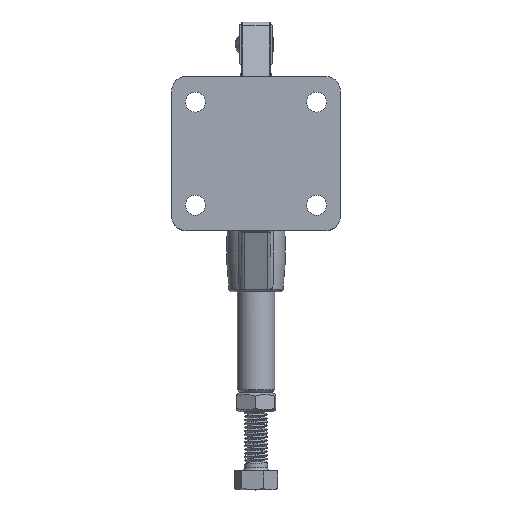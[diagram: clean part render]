
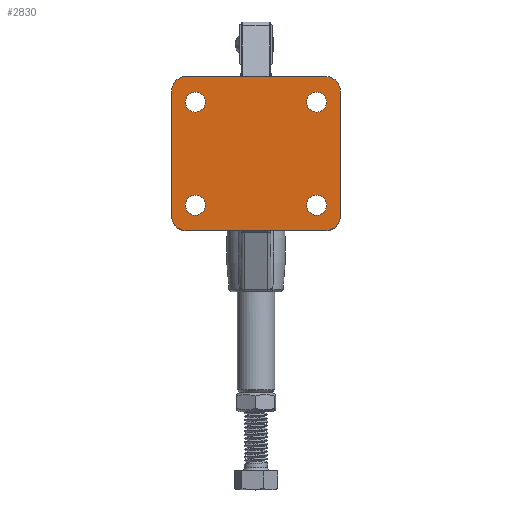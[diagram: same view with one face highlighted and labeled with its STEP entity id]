
A CAD part, top view. The second image highlights one B-rep face of the part: STEP entity #2830.
In plain terms, the highlighted planar face has unit normal (0, 0, 1).
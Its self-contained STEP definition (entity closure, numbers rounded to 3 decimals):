
#9 = DIRECTION ( 'NONE',  ( 0., 0., 1. ) ) ;
#151 = CARTESIAN_POINT ( 'NONE',  ( -23.95, 43.7, 0. ) ) ;
#565 = PLANE ( 'NONE',  #3798 ) ;
#892 = CIRCLE ( 'NONE', #5611, 3.4 ) ;
#1114 = CIRCLE ( 'NONE', #23111, 3.4 ) ;
#1488 = EDGE_CURVE ( 'NONE', #27415, #35785, #18479, .T. ) ;
#1499 = ORIENTED_EDGE ( 'NONE', *, *, #30829, .F. ) ;
#1891 = VERTEX_POINT ( 'NONE', #19517 ) ;
#2046 = EDGE_CURVE ( 'NONE', #12933, #31032, #34451, .T. ) ;
#2127 = VERTEX_POINT ( 'NONE', #8907 ) ;
#2133 = DIRECTION ( 'NONE',  ( 0., -1., 0. ) ) ;
#2450 = CIRCLE ( 'NONE', #11049, 3.4 ) ;
#2830 = ADVANCED_FACE ( 'NONE', ( #39223, #13585, #30073, #5289, #37317 ), #565, .F. ) ;
#2866 = AXIS2_PLACEMENT_3D ( 'NONE', #3828, #25534, #6960 ) ;
#2918 = CARTESIAN_POINT ( 'NONE',  ( -20.55, 43.7, 0. ) ) ;
#3102 = CARTESIAN_POINT ( 'NONE',  ( 23.95, 8.7, 0. ) ) ;
#3798 = AXIS2_PLACEMENT_3D ( 'NONE', #22257, #25373, #6785 ) ;
#3828 = CARTESIAN_POINT ( 'NONE',  ( 23.6, 5., 0. ) ) ;
#4408 = VERTEX_POINT ( 'NONE', #19682 ) ;
#4780 = ORIENTED_EDGE ( 'NONE', *, *, #34720, .T. ) ;
#4785 = EDGE_CURVE ( 'NONE', #25967, #1891, #20364, .T. ) ;
#4890 = EDGE_LOOP ( 'NONE', ( #17610, #33240 ) ) ;
#5273 = ORIENTED_EDGE ( 'NONE', *, *, #1488, .F. ) ;
#5289 = FACE_BOUND ( 'NONE', #38079, .T. ) ;
#5611 = AXIS2_PLACEMENT_3D ( 'NONE', #34789, #16257, #37896 ) ;
#5808 = ORIENTED_EDGE ( 'NONE', *, *, #18901, .F. ) ;
#6017 = DIRECTION ( 'NONE',  ( -1., 0., 0. ) ) ;
#6431 = ORIENTED_EDGE ( 'NONE', *, *, #34181, .F. ) ;
#6679 = AXIS2_PLACEMENT_3D ( 'NONE', #14326, #35992, #17419 ) ;
#6785 = DIRECTION ( 'NONE',  ( -1., 0., 0. ) ) ;
#6960 = DIRECTION ( 'NONE',  ( -1., 0., 0. ) ) ;
#7486 = CARTESIAN_POINT ( 'NONE',  ( 20.55, 8.7, 0. ) ) ;
#7684 = CARTESIAN_POINT ( 'NONE',  ( -17.15, 43.7, 0. ) ) ;
#7849 = VERTEX_POINT ( 'NONE', #38846 ) ;
#8907 = CARTESIAN_POINT ( 'NONE',  ( -23.6, 0., 0. ) ) ;
#8925 = DIRECTION ( 'NONE',  ( 0., 0., 1. ) ) ;
#9784 = VECTOR ( 'NONE', #11059, 1000. ) ;
#10008 = DIRECTION ( 'NONE',  ( 0., 0., 1. ) ) ;
#10552 = CARTESIAN_POINT ( 'NONE',  ( -28.6, 47.4, 0. ) ) ;
#10616 = DIRECTION ( 'NONE',  ( -1., 0., 0. ) ) ;
#10884 = EDGE_LOOP ( 'NONE', ( #5808, #6431 ) ) ;
#11049 = AXIS2_PLACEMENT_3D ( 'NONE', #18611, #9, #21727 ) ;
#11059 = DIRECTION ( 'NONE',  ( 1., 0., 0. ) ) ;
#11461 = DIRECTION ( 'NONE',  ( 0., 0., 1. ) ) ;
#11618 = CARTESIAN_POINT ( 'NONE',  ( -20.55, 43.7, 0. ) ) ;
#12735 = DIRECTION ( 'NONE',  ( 0., -1., 0. ) ) ;
#12867 = EDGE_CURVE ( 'NONE', #1891, #25967, #2450, .T. ) ;
#12933 = VERTEX_POINT ( 'NONE', #151 ) ;
#13430 = VERTEX_POINT ( 'NONE', #31316 ) ;
#13585 = FACE_BOUND ( 'NONE', #4890, .T. ) ;
#14326 = CARTESIAN_POINT ( 'NONE',  ( -23.6, 47.4, 0. ) ) ;
#14739 = LINE ( 'NONE', #32948, #22003 ) ;
#14743 = ORIENTED_EDGE ( 'NONE', *, *, #17712, .T. ) ;
#14764 = DIRECTION ( 'NONE',  ( -1., 0., 0. ) ) ;
#15031 = AXIS2_PLACEMENT_3D ( 'NONE', #18222, #39867, #21338 ) ;
#15227 = EDGE_LOOP ( 'NONE', ( #20569, #32055 ) ) ;
#15256 = CIRCLE ( 'NONE', #37950, 3.4 ) ;
#15808 = AXIS2_PLACEMENT_3D ( 'NONE', #2918, #24603, #6017 ) ;
#15894 = CARTESIAN_POINT ( 'NONE',  ( -20.55, 8.7, 0. ) ) ;
#15974 = CIRCLE ( 'NONE', #34261, 5. ) ;
#16257 = DIRECTION ( 'NONE',  ( 0., 0., 1. ) ) ;
#17155 = EDGE_LOOP ( 'NONE', ( #27828, #28677, #4780, #39034, #1499, #14743, #30616, #35539 ) ) ;
#17232 = EDGE_CURVE ( 'NONE', #31032, #12933, #36757, .T. ) ;
#17419 = DIRECTION ( 'NONE',  ( -1., 0., 0. ) ) ;
#17533 = EDGE_CURVE ( 'NONE', #7849, #19120, #37215, .T. ) ;
#17610 = ORIENTED_EDGE ( 'NONE', *, *, #12867, .F. ) ;
#17712 = EDGE_CURVE ( 'NONE', #4408, #34093, #25090, .T. ) ;
#18222 = CARTESIAN_POINT ( 'NONE',  ( 23.6, 47.4, 0. ) ) ;
#18479 = CIRCLE ( 'NONE', #25600, 3.4 ) ;
#18611 = CARTESIAN_POINT ( 'NONE',  ( 20.55, 43.7, 0. ) ) ;
#18901 = EDGE_CURVE ( 'NONE', #30762, #13430, #1114, .T. ) ;
#18993 = LINE ( 'NONE', #23410, #9784 ) ;
#19000 = DIRECTION ( 'NONE',  ( 1., 0., 0. ) ) ;
#19120 = VERTEX_POINT ( 'NONE', #10552 ) ;
#19517 = CARTESIAN_POINT ( 'NONE',  ( 23.95, 43.7, 0. ) ) ;
#19682 = CARTESIAN_POINT ( 'NONE',  ( 28.6, 47.4, 0. ) ) ;
#20364 = CIRCLE ( 'NONE', #36595, 3.4 ) ;
#20569 = ORIENTED_EDGE ( 'NONE', *, *, #17232, .F. ) ;
#20712 = CARTESIAN_POINT ( 'NONE',  ( -28.6, 52.4, 0. ) ) ;
#20775 = LINE ( 'NONE', #20712, #37238 ) ;
#20981 = CARTESIAN_POINT ( 'NONE',  ( 23.6, 0., 0. ) ) ;
#21338 = DIRECTION ( 'NONE',  ( -1., 0., 0. ) ) ;
#21727 = DIRECTION ( 'NONE',  ( 1., 0., 0. ) ) ;
#22003 = VECTOR ( 'NONE', #36079, 1000. ) ;
#22257 = CARTESIAN_POINT ( 'NONE',  ( -28.6, 52.4, 0. ) ) ;
#22745 = CARTESIAN_POINT ( 'NONE',  ( 28.6, 5., 0. ) ) ;
#22769 = AXIS2_PLACEMENT_3D ( 'NONE', #11618, #33295, #14764 ) ;
#23111 = AXIS2_PLACEMENT_3D ( 'NONE', #27501, #8925, #30618 ) ;
#23410 = CARTESIAN_POINT ( 'NONE',  ( -28.6, 52.4, 0. ) ) ;
#23581 = EDGE_CURVE ( 'NONE', #35785, #27415, #892, .T. ) ;
#23742 = EDGE_CURVE ( 'NONE', #19120, #37330, #20775, .T. ) ;
#24603 = DIRECTION ( 'NONE',  ( 0., 0., 1. ) ) ;
#25025 = LINE ( 'NONE', #34397, #32317 ) ;
#25090 = CIRCLE ( 'NONE', #15031, 5. ) ;
#25373 = DIRECTION ( 'NONE',  ( 0., 0., -1. ) ) ;
#25431 = VERTEX_POINT ( 'NONE', #22745 ) ;
#25534 = DIRECTION ( 'NONE',  ( 0., 0., 1. ) ) ;
#25600 = AXIS2_PLACEMENT_3D ( 'NONE', #15894, #37544, #19000 ) ;
#25694 = ORIENTED_EDGE ( 'NONE', *, *, #23581, .F. ) ;
#25967 = VERTEX_POINT ( 'NONE', #28854 ) ;
#26106 = EDGE_CURVE ( 'NONE', #37330, #2127, #15974, .T. ) ;
#27415 = VERTEX_POINT ( 'NONE', #39973 ) ;
#27501 = CARTESIAN_POINT ( 'NONE',  ( 20.55, 8.7, 0. ) ) ;
#27828 = ORIENTED_EDGE ( 'NONE', *, *, #23742, .T. ) ;
#28257 = CARTESIAN_POINT ( 'NONE',  ( 23.6, 52.4, 0. ) ) ;
#28428 = CARTESIAN_POINT ( 'NONE',  ( -17.15, 8.7, 0. ) ) ;
#28577 = CARTESIAN_POINT ( 'NONE',  ( 20.55, 43.7, 0. ) ) ;
#28677 = ORIENTED_EDGE ( 'NONE', *, *, #26106, .T. ) ;
#28854 = CARTESIAN_POINT ( 'NONE',  ( 17.15, 43.7, 0. ) ) ;
#29203 = DIRECTION ( 'NONE',  ( 0., 0., 1. ) ) ;
#30026 = CARTESIAN_POINT ( 'NONE',  ( -23.6, 5., 0. ) ) ;
#30073 = FACE_BOUND ( 'NONE', #10884, .T. ) ;
#30616 = ORIENTED_EDGE ( 'NONE', *, *, #36688, .F. ) ;
#30618 = DIRECTION ( 'NONE',  ( -1., 0., 0. ) ) ;
#30762 = VERTEX_POINT ( 'NONE', #3102 ) ;
#30829 = EDGE_CURVE ( 'NONE', #4408, #25431, #25025, .T. ) ;
#31032 = VERTEX_POINT ( 'NONE', #7684 ) ;
#31316 = CARTESIAN_POINT ( 'NONE',  ( 17.15, 8.7, 0. ) ) ;
#31703 = DIRECTION ( 'NONE',  ( 1., 0., 0. ) ) ;
#32055 = ORIENTED_EDGE ( 'NONE', *, *, #2046, .F. ) ;
#32263 = CIRCLE ( 'NONE', #2866, 5. ) ;
#32317 = VECTOR ( 'NONE', #12735, 1000. ) ;
#32737 = EDGE_CURVE ( 'NONE', #36367, #25431, #32263, .T. ) ;
#32948 = CARTESIAN_POINT ( 'NONE',  ( -28.6, 0., 0. ) ) ;
#33144 = DIRECTION ( 'NONE',  ( -1., 0., 0. ) ) ;
#33240 = ORIENTED_EDGE ( 'NONE', *, *, #4785, .F. ) ;
#33295 = DIRECTION ( 'NONE',  ( 0., 0., 1. ) ) ;
#34093 = VERTEX_POINT ( 'NONE', #28257 ) ;
#34181 = EDGE_CURVE ( 'NONE', #13430, #30762, #15256, .T. ) ;
#34261 = AXIS2_PLACEMENT_3D ( 'NONE', #30026, #11461, #33144 ) ;
#34397 = CARTESIAN_POINT ( 'NONE',  ( 28.6, 52.4, 0. ) ) ;
#34451 = CIRCLE ( 'NONE', #22769, 3.4 ) ;
#34720 = EDGE_CURVE ( 'NONE', #2127, #36367, #14739, .T. ) ;
#34789 = CARTESIAN_POINT ( 'NONE',  ( -20.55, 8.7, 0. ) ) ;
#35368 = CARTESIAN_POINT ( 'NONE',  ( -28.6, 5., 0. ) ) ;
#35539 = ORIENTED_EDGE ( 'NONE', *, *, #17533, .T. ) ;
#35785 = VERTEX_POINT ( 'NONE', #28428 ) ;
#35992 = DIRECTION ( 'NONE',  ( 0., 0., 1. ) ) ;
#36079 = DIRECTION ( 'NONE',  ( 1., 0., 0. ) ) ;
#36367 = VERTEX_POINT ( 'NONE', #20981 ) ;
#36595 = AXIS2_PLACEMENT_3D ( 'NONE', #28577, #10008, #31703 ) ;
#36688 = EDGE_CURVE ( 'NONE', #7849, #34093, #18993, .T. ) ;
#36757 = CIRCLE ( 'NONE', #15808, 3.4 ) ;
#37215 = CIRCLE ( 'NONE', #6679, 5. ) ;
#37238 = VECTOR ( 'NONE', #2133, 1000. ) ;
#37317 = FACE_OUTER_BOUND ( 'NONE', #17155, .T. ) ;
#37330 = VERTEX_POINT ( 'NONE', #35368 ) ;
#37544 = DIRECTION ( 'NONE',  ( 0., 0., 1. ) ) ;
#37896 = DIRECTION ( 'NONE',  ( 1., 0., 0. ) ) ;
#37950 = AXIS2_PLACEMENT_3D ( 'NONE', #7486, #29203, #10616 ) ;
#38079 = EDGE_LOOP ( 'NONE', ( #25694, #5273 ) ) ;
#38846 = CARTESIAN_POINT ( 'NONE',  ( -23.6, 52.4, 0. ) ) ;
#39034 = ORIENTED_EDGE ( 'NONE', *, *, #32737, .T. ) ;
#39223 = FACE_BOUND ( 'NONE', #15227, .T. ) ;
#39867 = DIRECTION ( 'NONE',  ( 0., 0., 1. ) ) ;
#39973 = CARTESIAN_POINT ( 'NONE',  ( -23.95, 8.7, 0. ) ) ;
